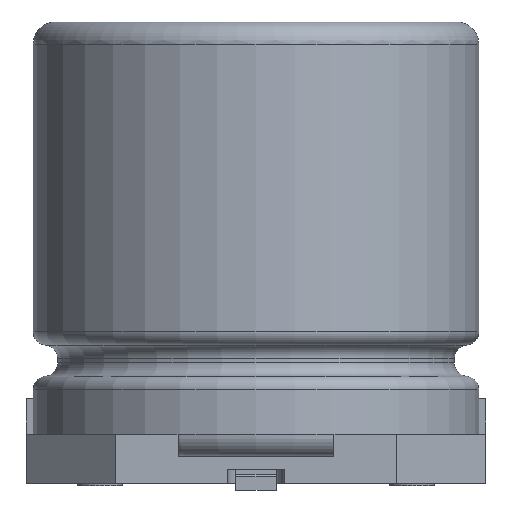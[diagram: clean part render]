
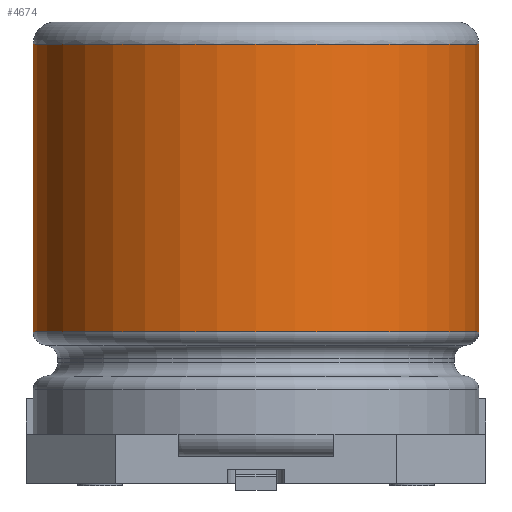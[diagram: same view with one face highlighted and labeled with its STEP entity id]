
A CAD part, left-side view. The second image highlights one B-rep face of the part: STEP entity #4674.
In plain terms, the highlighted cylindrical face has radius 5 mm (diameter 10 mm), a full revolution.
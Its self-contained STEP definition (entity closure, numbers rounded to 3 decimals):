
#1239=ORIENTED_EDGE('',*,*,#2146,.T.);
#1240=ORIENTED_EDGE('',*,*,#2143,.T.);
#2143=EDGE_CURVE('',#2603,#2603,#2821,.T.);
#2146=EDGE_CURVE('',#2606,#2606,#2824,.T.);
#2603=VERTEX_POINT('',#7085);
#2606=VERTEX_POINT('',#7093);
#2821=CIRCLE('',#4918,5.);
#2824=CIRCLE('',#4923,5.);
#2964=EDGE_LOOP('',(#1239));
#2965=EDGE_LOOP('',(#1240));
#3229=FACE_BOUND('',#2964,.T.);
#3230=FACE_BOUND('',#2965,.T.);
#3419=CYLINDRICAL_SURFACE('',#4929,5.);
#4674=ADVANCED_FACE('',(#3229,#3230),#3419,.T.);
#4918=AXIS2_PLACEMENT_3D('',#7084,#5435,#5436);
#4923=AXIS2_PLACEMENT_3D('',#7092,#5445,#5446);
#4929=AXIS2_PLACEMENT_3D('',#7115,#5457,#5458);
#5435=DIRECTION('',(0.,0.,-1.));
#5436=DIRECTION('',(0.,1.,0.));
#5445=DIRECTION('',(0.,0.,1.));
#5446=DIRECTION('',(0.,-1.,0.));
#5457=DIRECTION('',(0.,0.,-1.));
#5458=DIRECTION('',(0.,-1.,0.));
#7084=CARTESIAN_POINT('',(0.,0.,9.85));
#7085=CARTESIAN_POINT('',(0.,5.,9.85));
#7092=CARTESIAN_POINT('',(0.,0.,3.4));
#7093=CARTESIAN_POINT('',(0.,-5.,3.4));
#7115=CARTESIAN_POINT('',(0.,0.,10.5));
